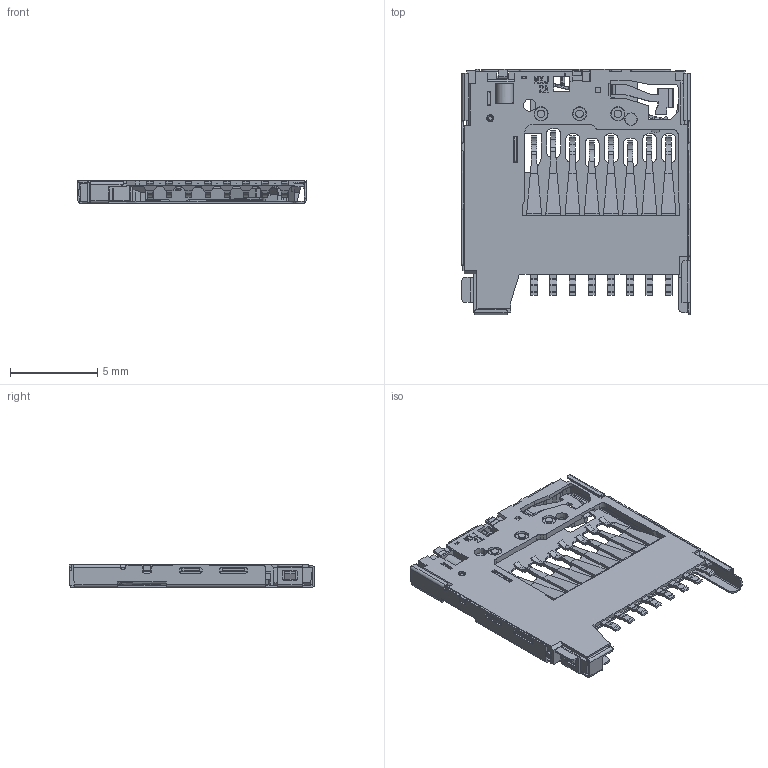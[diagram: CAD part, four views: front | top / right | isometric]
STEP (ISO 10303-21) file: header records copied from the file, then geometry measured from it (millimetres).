
FILE_DESCRIPTION(('STEP AP242'),'1');
FILE_NAME('5033981892.stp','2024-11-23T16:11:24',('TraceParts'),('TraceParts S.A.'),'Spatial InterOp 3D',' ',' ');
FILE_SCHEMA(('AP242_MANAGED_MODEL_BASED_3D_ENGINEERING_MIM_LF {1 0 10303 442 1 1 4}'));
Length unit declared in the file: millimetre
Products named in the file (1): 5033981892_1
Bounding box: 13.1 x 14.05 x 1.28 mm (x, y, z)
Volume: 65.9 mm3; surface area: 746.9 mm2
Topology: 1 solids, 1 shells, 1464 faces, 4284 edges, 2857 vertices
Faces by surface type: plane 1047, cylinder 380, cone 18, torus 15, sphere 4
Entity records: 48261 total; most frequent: CARTESIAN_POINT 8645, ORIENTED_EDGE 8448, DIRECTION 8005, EDGE_CURVE 4224, LINE 3423, VECTOR 3423, VERTEX_POINT 2745, AXIS2_PLACEMENT_3D 2291
